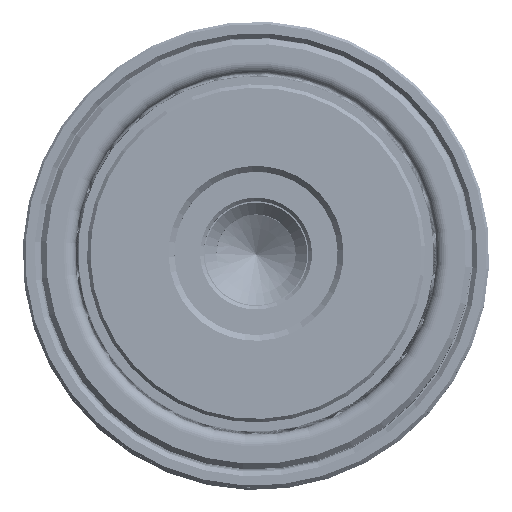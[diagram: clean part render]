
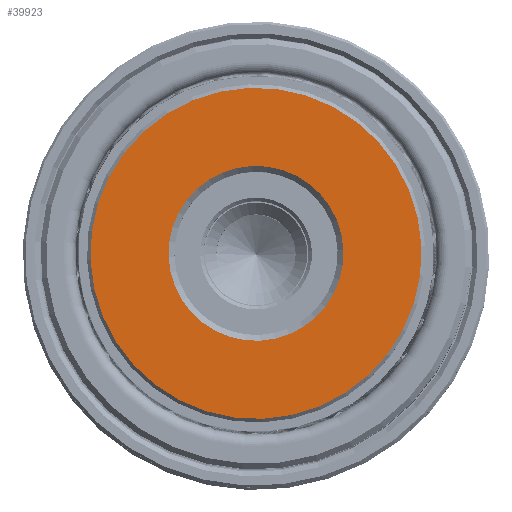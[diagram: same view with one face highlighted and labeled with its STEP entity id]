
A CAD part, top view. The second image highlights one B-rep face of the part: STEP entity #39923.
In plain terms, the highlighted face is planar.
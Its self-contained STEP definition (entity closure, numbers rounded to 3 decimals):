
#1726 = VERTEX_POINT ( 'NONE', #36871 ) ;
#1952 = EDGE_CURVE ( 'NONE', #23849, #1726, #9262, .T. ) ;
#4062 = CARTESIAN_POINT ( 'NONE',  ( 0., 0., 0. ) ) ;
#4086 = DIRECTION ( 'NONE',  ( 0., 0., -1. ) ) ;
#4316 = EDGE_CURVE ( 'NONE', #22254, #16158, #9757, .T. ) ;
#4617 = DIRECTION ( 'NONE',  ( 0., 0., 1. ) ) ;
#7551 = CARTESIAN_POINT ( 'NONE',  ( -14.2, 0., 0. ) ) ;
#7735 = DIRECTION ( 'NONE',  ( 1., 0., 0. ) ) ;
#8825 = PLANE ( 'NONE',  #24823 ) ;
#8945 = CARTESIAN_POINT ( 'NONE',  ( 0., 0., 0. ) ) ;
#9262 = CIRCLE ( 'NONE', #40939, 14.2 ) ;
#9757 = CIRCLE ( 'NONE', #30045, 7.5 ) ;
#11964 = CARTESIAN_POINT ( 'NONE',  ( 0., 0., 0. ) ) ;
#14573 = CIRCLE ( 'NONE', #46398, 7.5 ) ;
#15645 = DIRECTION ( 'NONE',  ( 1., 0., 0. ) ) ;
#15762 = ORIENTED_EDGE ( 'NONE', *, *, #16166, .T. ) ;
#15950 = ORIENTED_EDGE ( 'NONE', *, *, #1952, .T. ) ;
#16126 = DIRECTION ( 'NONE',  ( 0., 0., 1. ) ) ;
#16158 = VERTEX_POINT ( 'NONE', #32947 ) ;
#16166 = EDGE_CURVE ( 'NONE', #1726, #23849, #28132, .T. ) ;
#20739 = ORIENTED_EDGE ( 'NONE', *, *, #4316, .T. ) ;
#22254 = VERTEX_POINT ( 'NONE', #23041 ) ;
#22569 = FACE_OUTER_BOUND ( 'NONE', #40327, .T. ) ;
#23041 = CARTESIAN_POINT ( 'NONE',  ( 7.5, 0., 0. ) ) ;
#23849 = VERTEX_POINT ( 'NONE', #7551 ) ;
#24823 = AXIS2_PLACEMENT_3D ( 'NONE', #34013, #16126, #41487 ) ;
#25755 = ORIENTED_EDGE ( 'NONE', *, *, #29502, .T. ) ;
#25877 = EDGE_LOOP ( 'NONE', ( #25755, #20739 ) ) ;
#26405 = CARTESIAN_POINT ( 'NONE',  ( 0., 0., 0. ) ) ;
#26881 = DIRECTION ( 'NONE',  ( 1., 0., 0. ) ) ;
#28132 = CIRCLE ( 'NONE', #29539, 14.2 ) ;
#29476 = DIRECTION ( 'NONE',  ( 0., 0., -1. ) ) ;
#29502 = EDGE_CURVE ( 'NONE', #16158, #22254, #14573, .T. ) ;
#29539 = AXIS2_PLACEMENT_3D ( 'NONE', #4062, #29476, #7735 ) ;
#30033 = DIRECTION ( 'NONE',  ( 1., 0., 0. ) ) ;
#30045 = AXIS2_PLACEMENT_3D ( 'NONE', #11964, #37359, #15645 ) ;
#32947 = CARTESIAN_POINT ( 'NONE',  ( -7.5, 0., 0. ) ) ;
#34013 = CARTESIAN_POINT ( 'NONE',  ( 0., 0., 0. ) ) ;
#36871 = CARTESIAN_POINT ( 'NONE',  ( 14.2, 0., 0. ) ) ;
#37359 = DIRECTION ( 'NONE',  ( 0., 0., 1. ) ) ;
#39923 = ADVANCED_FACE ( 'NONE', ( #22569, #40698 ), #8825, .F. ) ;
#40327 = EDGE_LOOP ( 'NONE', ( #15762, #15950 ) ) ;
#40698 = FACE_BOUND ( 'NONE', #25877, .T. ) ;
#40939 = AXIS2_PLACEMENT_3D ( 'NONE', #8945, #4086, #26881 ) ;
#41487 = DIRECTION ( 'NONE',  ( 1., 0., 0. ) ) ;
#46398 = AXIS2_PLACEMENT_3D ( 'NONE', #26405, #4617, #30033 ) ;
